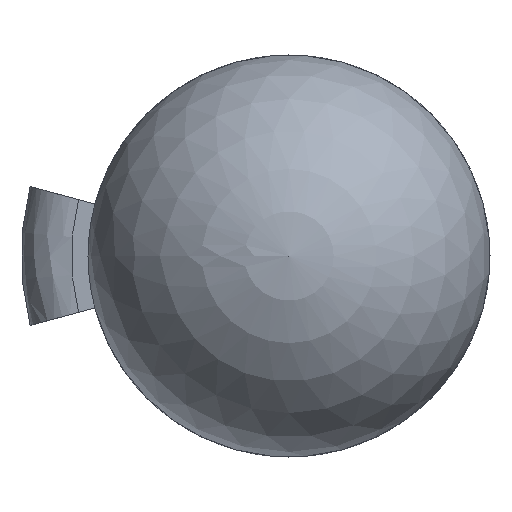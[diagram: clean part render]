
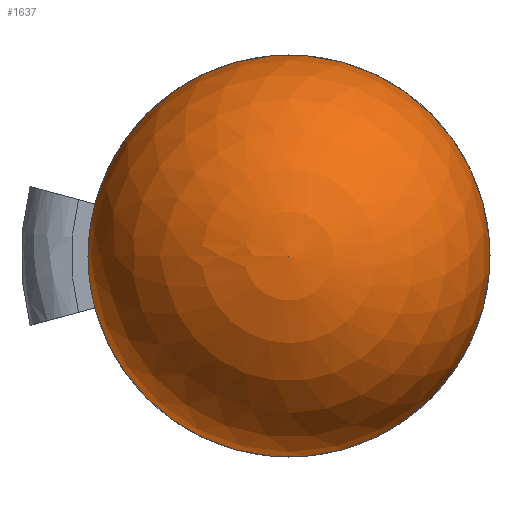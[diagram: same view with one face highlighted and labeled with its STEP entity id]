
A CAD part, left-side view. The second image highlights one B-rep face of the part: STEP entity #1637.
In plain terms, the highlighted spherical face has radius 18 mm.
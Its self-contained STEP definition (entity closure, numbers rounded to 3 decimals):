
#985 = VERTEX_POINT('',#986);
#986 = CARTESIAN_POINT('',(18.,17.387,4.659));
#993 = CYLINDRICAL_SURFACE('',#994,18.);
#994 = AXIS2_PLACEMENT_3D('',#995,#996,#997);
#995 = CARTESIAN_POINT('',(18.,0.,0.));
#996 = DIRECTION('',(1.,0.,0.));
#997 = DIRECTION('',(0.,1.,0.));
#1017 = EDGE_CURVE('',#985,#1018,#1020,.T.);
#1018 = VERTEX_POINT('',#1019);
#1019 = CARTESIAN_POINT('',(18.,17.387,-4.659));
#1020 = SURFACE_CURVE('',#1021,(#1026,#1033),.PCURVE_S1.);
#1021 = CIRCLE('',#1022,18.);
#1022 = AXIS2_PLACEMENT_3D('',#1023,#1024,#1025);
#1023 = CARTESIAN_POINT('',(18.,0.,0.));
#1024 = DIRECTION('',(1.,0.,0.));
#1025 = DIRECTION('',(0.,1.,0.));
#1026 = PCURVE('',#993,#1027);
#1027 = DEFINITIONAL_REPRESENTATION('',(#1028),#1032);
#1028 = LINE('',#1029,#1030);
#1029 = CARTESIAN_POINT('',(0.,0.));
#1030 = VECTOR('',#1031,1.);
#1031 = DIRECTION('',(1.,0.));
#1032 = ( GEOMETRIC_REPRESENTATION_CONTEXT(2) 
PARAMETRIC_REPRESENTATION_CONTEXT() REPRESENTATION_CONTEXT('2D SPACE',''
  ) );
#1033 = PCURVE('',#1034,#1039);
#1034 = SPHERICAL_SURFACE('',#1035,18.);
#1035 = AXIS2_PLACEMENT_3D('',#1036,#1037,#1038);
#1036 = CARTESIAN_POINT('',(18.,0.,0.));
#1037 = DIRECTION('',(-1.,-0.,-0.));
#1038 = DIRECTION('',(0.,1.,0.));
#1039 = DEFINITIONAL_REPRESENTATION('',(#1040),#1044);
#1040 = LINE('',#1041,#1042);
#1041 = CARTESIAN_POINT('',(-0.,0.));
#1042 = VECTOR('',#1043,1.);
#1043 = DIRECTION('',(-1.,0.));
#1044 = ( GEOMETRIC_REPRESENTATION_CONTEXT(2) 
PARAMETRIC_REPRESENTATION_CONTEXT() REPRESENTATION_CONTEXT('2D SPACE',''
  ) );
#1349 = PLANE('',#1350);
#1350 = AXIS2_PLACEMENT_3D('',#1351,#1352,#1353);
#1351 = CARTESIAN_POINT('',(18.,0.,0.));
#1352 = DIRECTION('',(1.,0.,0.));
#1353 = DIRECTION('',(0.,0.966,-0.259));
#1637 = ADVANCED_FACE('',(#1638),#1034,.T.);
#1638 = FACE_BOUND('',#1639,.F.);
#1639 = EDGE_LOOP('',(#1640,#1666,#1688,#1689,#1711));
#1640 = ORIENTED_EDGE('',*,*,#1641,.F.);
#1641 = EDGE_CURVE('',#1642,#1644,#1646,.T.);
#1642 = VERTEX_POINT('',#1643);
#1643 = CARTESIAN_POINT('',(18.,18.,0.));
#1644 = VERTEX_POINT('',#1645);
#1645 = CARTESIAN_POINT('',(0.,0.,0.));
#1646 = SEAM_CURVE('',#1647,(#1652,#1659),.PCURVE_S1.);
#1647 = CIRCLE('',#1648,18.);
#1648 = AXIS2_PLACEMENT_3D('',#1649,#1650,#1651);
#1649 = CARTESIAN_POINT('',(18.,0.,0.));
#1650 = DIRECTION('',(0.,0.,1.));
#1651 = DIRECTION('',(1.,0.,0.));
#1652 = PCURVE('',#1034,#1653);
#1653 = DEFINITIONAL_REPRESENTATION('',(#1654),#1658);
#1654 = LINE('',#1655,#1656);
#1655 = CARTESIAN_POINT('',(-0.,-1.571));
#1656 = VECTOR('',#1657,1.);
#1657 = DIRECTION('',(-0.,1.));
#1658 = ( GEOMETRIC_REPRESENTATION_CONTEXT(2) 
PARAMETRIC_REPRESENTATION_CONTEXT() REPRESENTATION_CONTEXT('2D SPACE',''
  ) );
#1659 = PCURVE('',#1034,#1660);
#1660 = DEFINITIONAL_REPRESENTATION('',(#1661),#1665);
#1661 = LINE('',#1662,#1663);
#1662 = CARTESIAN_POINT('',(-6.283,-1.571));
#1663 = VECTOR('',#1664,1.);
#1664 = DIRECTION('',(-0.,1.));
#1665 = ( GEOMETRIC_REPRESENTATION_CONTEXT(2) 
PARAMETRIC_REPRESENTATION_CONTEXT() REPRESENTATION_CONTEXT('2D SPACE',''
  ) );
#1666 = ORIENTED_EDGE('',*,*,#1667,.T.);
#1667 = EDGE_CURVE('',#1642,#985,#1668,.T.);
#1668 = SURFACE_CURVE('',#1669,(#1674,#1681),.PCURVE_S1.);
#1669 = CIRCLE('',#1670,18.);
#1670 = AXIS2_PLACEMENT_3D('',#1671,#1672,#1673);
#1671 = CARTESIAN_POINT('',(18.,0.,0.));
#1672 = DIRECTION('',(1.,0.,0.));
#1673 = DIRECTION('',(0.,1.,0.));
#1674 = PCURVE('',#1034,#1675);
#1675 = DEFINITIONAL_REPRESENTATION('',(#1676),#1680);
#1676 = LINE('',#1677,#1678);
#1677 = CARTESIAN_POINT('',(-0.,0.));
#1678 = VECTOR('',#1679,1.);
#1679 = DIRECTION('',(-1.,0.));
#1680 = ( GEOMETRIC_REPRESENTATION_CONTEXT(2) 
PARAMETRIC_REPRESENTATION_CONTEXT() REPRESENTATION_CONTEXT('2D SPACE',''
  ) );
#1681 = PCURVE('',#1349,#1682);
#1682 = DEFINITIONAL_REPRESENTATION('',(#1683),#1687);
#1683 = CIRCLE('',#1684,18.);
#1684 = AXIS2_PLACEMENT_2D('',#1685,#1686);
#1685 = CARTESIAN_POINT('',(0.,0.));
#1686 = DIRECTION('',(0.966,0.259));
#1687 = ( GEOMETRIC_REPRESENTATION_CONTEXT(2) 
PARAMETRIC_REPRESENTATION_CONTEXT() REPRESENTATION_CONTEXT('2D SPACE',''
  ) );
#1688 = ORIENTED_EDGE('',*,*,#1017,.T.);
#1689 = ORIENTED_EDGE('',*,*,#1690,.T.);
#1690 = EDGE_CURVE('',#1018,#1642,#1691,.T.);
#1691 = SURFACE_CURVE('',#1692,(#1697,#1704),.PCURVE_S1.);
#1692 = CIRCLE('',#1693,18.);
#1693 = AXIS2_PLACEMENT_3D('',#1694,#1695,#1696);
#1694 = CARTESIAN_POINT('',(18.,0.,0.));
#1695 = DIRECTION('',(1.,0.,0.));
#1696 = DIRECTION('',(0.,1.,0.));
#1697 = PCURVE('',#1034,#1698);
#1698 = DEFINITIONAL_REPRESENTATION('',(#1699),#1703);
#1699 = LINE('',#1700,#1701);
#1700 = CARTESIAN_POINT('',(-0.,0.));
#1701 = VECTOR('',#1702,1.);
#1702 = DIRECTION('',(-1.,0.));
#1703 = ( GEOMETRIC_REPRESENTATION_CONTEXT(2) 
PARAMETRIC_REPRESENTATION_CONTEXT() REPRESENTATION_CONTEXT('2D SPACE',''
  ) );
#1704 = PCURVE('',#1349,#1705);
#1705 = DEFINITIONAL_REPRESENTATION('',(#1706),#1710);
#1706 = CIRCLE('',#1707,18.);
#1707 = AXIS2_PLACEMENT_2D('',#1708,#1709);
#1708 = CARTESIAN_POINT('',(0.,0.));
#1709 = DIRECTION('',(0.966,0.259));
#1710 = ( GEOMETRIC_REPRESENTATION_CONTEXT(2) 
PARAMETRIC_REPRESENTATION_CONTEXT() REPRESENTATION_CONTEXT('2D SPACE',''
  ) );
#1711 = ORIENTED_EDGE('',*,*,#1641,.T.);
